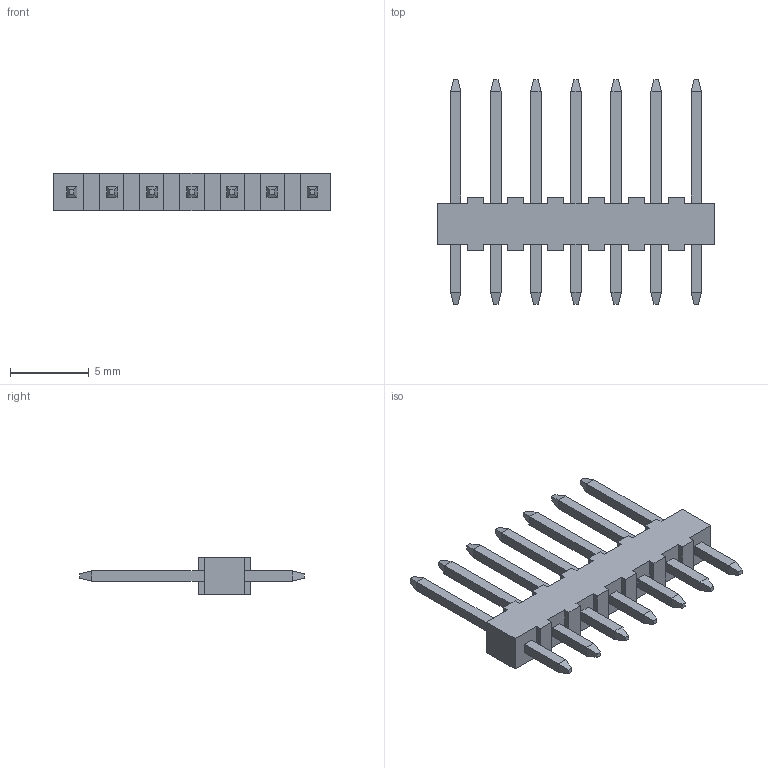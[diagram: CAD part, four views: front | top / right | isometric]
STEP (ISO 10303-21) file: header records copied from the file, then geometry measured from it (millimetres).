
FILE_DESCRIPTION((''),'2;1');
FILE_NAME('022032071','2014-06-05T',('me'),(''),'PRO/ENGINEER BY PARAMETRIC TECHNOLOGY CORPORATION, 2011490','PRO/ENGINEER BY PARAMETRIC TECHNOLOGY CORPORATION, 2011490','');
FILE_SCHEMA(('CONFIG_CONTROL_DESIGN'));
Length unit declared in the file: inch
Products named in the file (1): 022032071
Bounding box: 17.53 x 14.22 x 2.36 mm (x, y, z)
Volume: 149.6 mm3; surface area: 418.2 mm2
Topology: 1 solids, 1 shells, 180 faces, 450 edges, 286 vertices
Faces by surface type: plane 180
Entity records: 5226 total; most frequent: CARTESIAN_POINT 903, ORIENTED_EDGE 872, DIRECTION 826, VECTOR 436, LINE 436, EDGE_CURVE 436, VERTEX_POINT 272, AXIS2_PLACEMENT_3D 195
